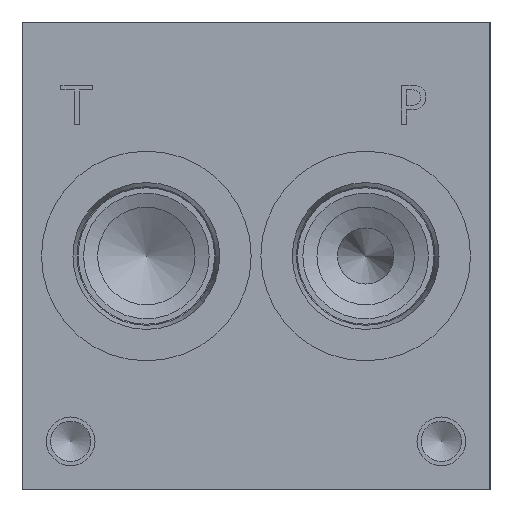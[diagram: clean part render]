
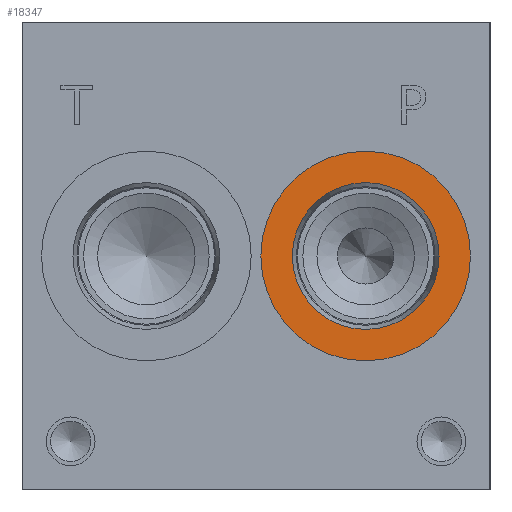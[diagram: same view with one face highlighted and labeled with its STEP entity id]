
A CAD part, left-side view. The second image highlights one B-rep face of the part: STEP entity #18347.
In plain terms, the highlighted planar face has unit normal (-1, 0, 0).
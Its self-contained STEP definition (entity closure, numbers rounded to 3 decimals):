
#1058=CIRCLE('',#19670,17.069);
#1059=CIRCLE('',#19671,17.069);
#1060=CIRCLE('',#19672,11.951);
#1638=FACE_BOUND('',#3723,.T.);
#2627=FACE_OUTER_BOUND('',#3722,.T.);
#3722=EDGE_LOOP('',(#16140,#16141));
#3723=EDGE_LOOP('',(#16142));
#8647=VERTEX_POINT('',#31895);
#8648=VERTEX_POINT('',#31896);
#8649=VERTEX_POINT('',#31899);
#11189=EDGE_CURVE('',#8647,#8648,#1058,.T.);
#11190=EDGE_CURVE('',#8648,#8647,#1059,.T.);
#11191=EDGE_CURVE('',#8649,#8649,#1060,.T.);
#16140=ORIENTED_EDGE('',*,*,#11189,.T.);
#16141=ORIENTED_EDGE('',*,*,#11190,.T.);
#16142=ORIENTED_EDGE('',*,*,#11191,.F.);
#16798=PLANE('',#19669);
#18347=ADVANCED_FACE('',(#2627,#1638),#16798,.T.);
#19669=AXIS2_PLACEMENT_3D('',#31894,#23824,#23825);
#19670=AXIS2_PLACEMENT_3D('',#31897,#23826,#23827);
#19671=AXIS2_PLACEMENT_3D('',#31898,#23828,#23829);
#19672=AXIS2_PLACEMENT_3D('',#31900,#23830,#23831);
#23824=DIRECTION('center_axis',(-1.,0.,0.));
#23825=DIRECTION('ref_axis',(0.,1.,0.));
#23826=DIRECTION('center_axis',(-1.,0.,0.));
#23827=DIRECTION('ref_axis',(0.,1.,0.));
#23828=DIRECTION('center_axis',(-1.,0.,0.));
#23829=DIRECTION('ref_axis',(0.,1.,0.));
#23830=DIRECTION('center_axis',(-1.,0.,0.));
#23831=DIRECTION('ref_axis',(0.,1.,0.));
#31894=CARTESIAN_POINT('Origin',(0.787,20.244,38.1));
#31895=CARTESIAN_POINT('',(0.787,37.313,38.1));
#31896=CARTESIAN_POINT('',(0.787,3.175,38.1));
#31897=CARTESIAN_POINT('Origin',(0.787,20.244,38.1));
#31898=CARTESIAN_POINT('Origin',(0.787,20.244,38.1));
#31899=CARTESIAN_POINT('',(0.787,8.293,38.1));
#31900=CARTESIAN_POINT('Origin',(0.787,20.244,38.1));
